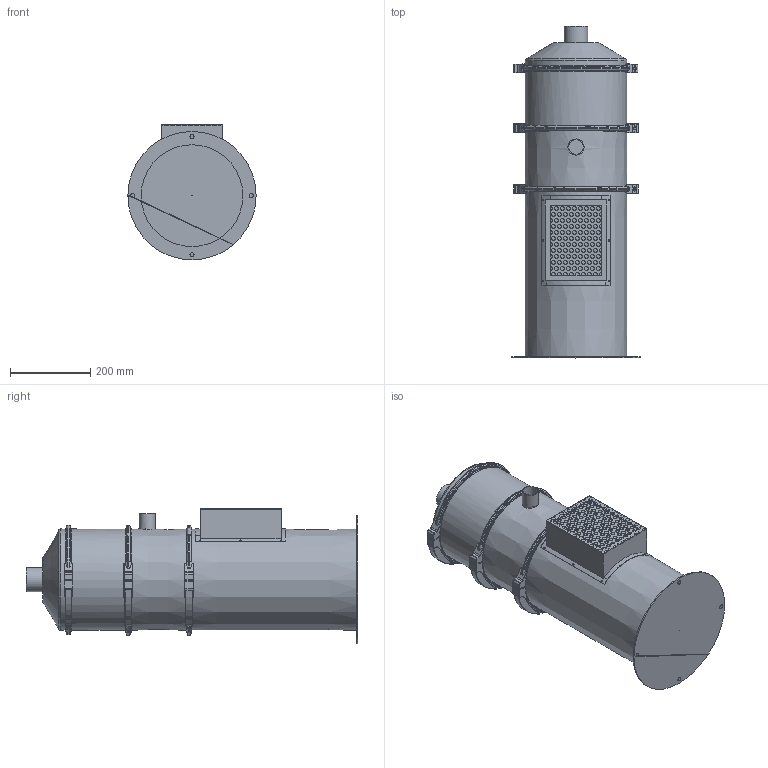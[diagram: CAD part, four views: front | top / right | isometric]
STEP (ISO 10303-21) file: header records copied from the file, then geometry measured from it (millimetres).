
FILE_DESCRIPTION(/* description */ (''),/* implementation_level */ '2;1');
FILE_NAME(/* name */ '3D_tmf08rn4brrg2c10.stp',/* time_stamp */ '2023-01-03T11:05:21+01:00',/* author */ ('enginyeria2'),/* organization */ (''),/* preprocessor_version */ 'ST-DEVELOPER v17',/* originating_system */ 'Autodesk Inventor 2019',/* authorisation */ '');
FILE_SCHEMA (('AUTOMOTIVE_DESIGN { 1 0 10303 214 3 1 1 }'));
Length unit declared in the file: centimetre
Products named in the file (1): Pieza7
Bounding box: 320.09 x 828.16 x 338.46 mm (x, y, z)
Volume: 40932067.1 mm3; surface area: 1033550.2 mm2
Topology: 1 solids, 24 shells, 1480 faces, 3714 edges, 2359 vertices
Faces by surface type: cylinder 466, plane 442, bspline 216, torus 189, cone 143, sphere 24
Full cylindrical faces by diameter (mm): 4.2 x6, 8 x6, 10 x112, 12 x1, 37 x1, 40 x1, 56.656 x1, 59.614 x1, 253.04 x2, 263.041 x3
Entity records: 57329 total; most frequent: CARTESIAN_POINT 20926, ORIENTED_EDGE 7428, DIRECTION 7263, EDGE_CURVE 3714, AXIS2_PLACEMENT_3D 2975, VERTEX_POINT 2359, CIRCLE 1680, EDGE_LOOP 1609
